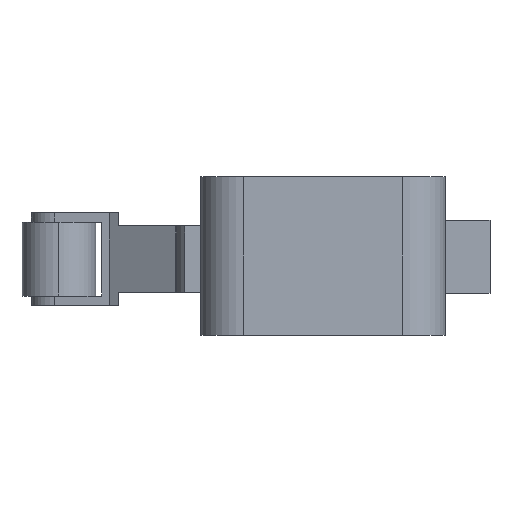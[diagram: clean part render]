
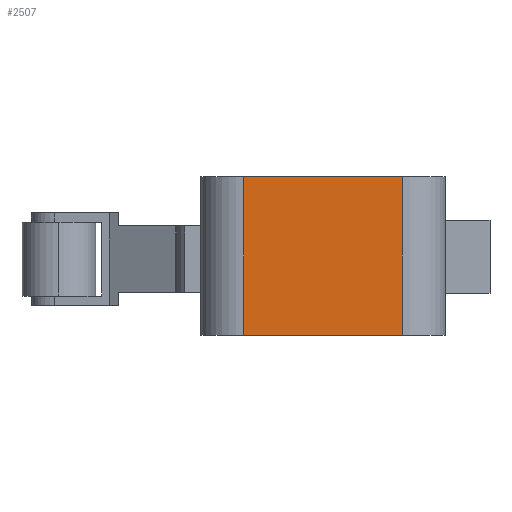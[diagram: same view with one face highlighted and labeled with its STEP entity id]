
A CAD part, left-side view. The second image highlights one B-rep face of the part: STEP entity #2507.
In plain terms, the highlighted planar face has unit normal (-1, 0, 0).
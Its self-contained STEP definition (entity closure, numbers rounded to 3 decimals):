
#19 = EDGE_CURVE ( 'NONE', #2488, #212, #215, .T. ) ;
#71 = ORIENTED_EDGE ( 'NONE', *, *, #2084, .T. ) ;
#104 = VERTEX_POINT ( 'NONE', #542 ) ;
#212 = VERTEX_POINT ( 'NONE', #825 ) ;
#215 = LINE ( 'NONE', #216, #217 ) ;
#216 = CARTESIAN_POINT ( 'NONE',  ( -25., 2.8, 5.15 ) ) ;
#217 = VECTOR ( 'NONE', #218, 1000. ) ;
#218 = DIRECTION ( 'NONE',  ( 0., -1., 0. ) ) ;
#542 = CARTESIAN_POINT ( 'NONE',  ( -25., 0., -5.15 ) ) ;
#825 = CARTESIAN_POINT ( 'NONE',  ( -25., -10.3, 5.15 ) ) ;
#910 = CARTESIAN_POINT ( 'NONE',  ( -25., -10.3, -5.15 ) ) ;
#1082 = CARTESIAN_POINT ( 'NONE',  ( -25., 0., 5.15 ) ) ;
#1098 = LINE ( 'NONE', #1099, #1100 ) ;
#1099 = CARTESIAN_POINT ( 'NONE',  ( -25., 2.8, -5.15 ) ) ;
#1100 = VECTOR ( 'NONE', #1101, 1000. ) ;
#1101 = DIRECTION ( 'NONE',  ( 0., -1., 0. ) ) ;
#1187 = LINE ( 'NONE', #1188, #1189 ) ;
#1188 = CARTESIAN_POINT ( 'NONE',  ( -25., 0., 5.15 ) ) ;
#1189 = VECTOR ( 'NONE', #1190, 1000. ) ;
#1190 = DIRECTION ( 'NONE',  ( 0., 0., -1. ) ) ;
#1216 = FACE_OUTER_BOUND ( 'NONE', #1903, .T. ) ;
#1217 = PLANE ( 'NONE',  #1218 ) ;
#1218 = AXIS2_PLACEMENT_3D ( 'NONE', #1219, #1220, #1221 ) ;
#1219 = CARTESIAN_POINT ( 'NONE',  ( -25., 2.8, 5.15 ) ) ;
#1220 = DIRECTION ( 'NONE',  ( 1., 0., 0. ) ) ;
#1221 = DIRECTION ( 'NONE',  ( 0., 1., 0. ) ) ;
#1546 = LINE ( 'NONE', #1547, #1548 ) ;
#1547 = CARTESIAN_POINT ( 'NONE',  ( -25., -10.3, 5.15 ) ) ;
#1548 = VECTOR ( 'NONE', #1549, 1000. ) ;
#1549 = DIRECTION ( 'NONE',  ( 0., 0., 1. ) ) ;
#1903 = EDGE_LOOP ( 'NONE', ( #2122, #71, #2117, #2048 ) ) ;
#2048 = ORIENTED_EDGE ( 'NONE', *, *, #2359, .T. ) ;
#2084 = EDGE_CURVE ( 'NONE', #2488, #104, #1187, .T. ) ;
#2117 = ORIENTED_EDGE ( 'NONE', *, *, #2493, .T. ) ;
#2122 = ORIENTED_EDGE ( 'NONE', *, *, #19, .F. ) ;
#2359 = EDGE_CURVE ( 'NONE', #2463, #212, #1546, .T. ) ;
#2463 = VERTEX_POINT ( 'NONE', #910 ) ;
#2488 = VERTEX_POINT ( 'NONE', #1082 ) ;
#2493 = EDGE_CURVE ( 'NONE', #104, #2463, #1098, .T. ) ;
#2507 = ADVANCED_FACE ( 'NONE', ( #1216 ), #1217, .F. ) ;
